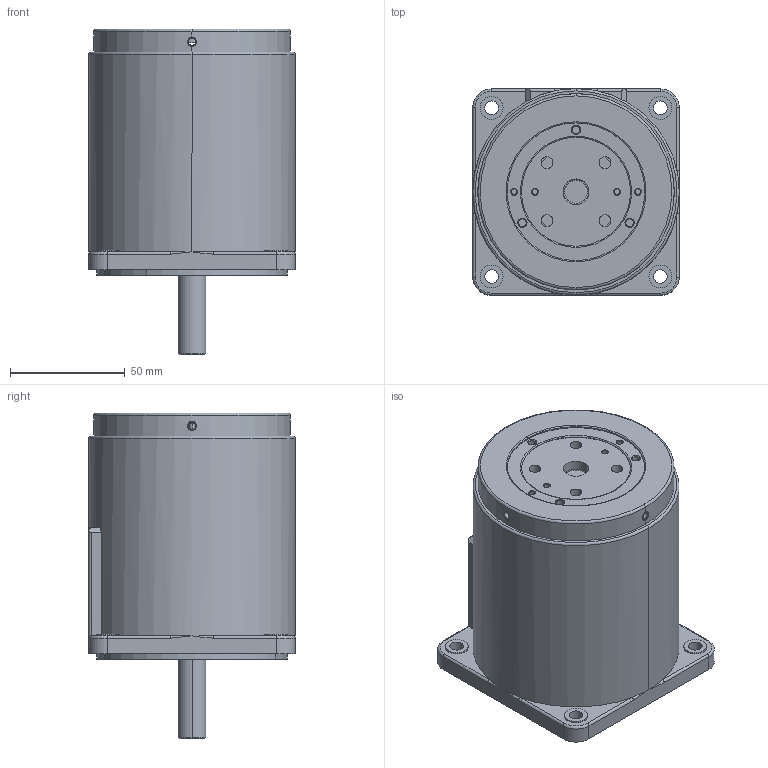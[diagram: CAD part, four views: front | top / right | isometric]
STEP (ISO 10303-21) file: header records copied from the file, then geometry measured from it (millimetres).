
FILE_DESCRIPTION (( 'STEP AP203' ), '1' );
FILE_NAME ('5IK40.60A-C.STEP', '2022-08-25T03:03:14', ( '' ), ( 'Microsoft' ), 'SwSTEP 2.0', 'SolidWorks 2020', '' );
FILE_SCHEMA (( 'CONFIG_CONTROL_DESIGN' ));
Length unit declared in the file: millimetre
Products named in the file (1): 5IK40.60A-C
Bounding box: 90 x 90 x 142 mm (x, y, z)
Surface area: 72781.7 mm2 (no closed solid volume)
Topology: 0 solids, 7 shells, 206 faces, 518 edges, 322 vertices
Faces by surface type: cylinder 102, cone 40, plane 34, torus 16, bspline 14
Entity records: 7363 total; most frequent: CARTESIAN_POINT 2319, DIRECTION 1122, ORIENTED_EDGE 940, EDGE_CURVE 510, AXIS2_PLACEMENT_3D 471, VERTEX_POINT 322, CIRCLE 278, EDGE_LOOP 256
